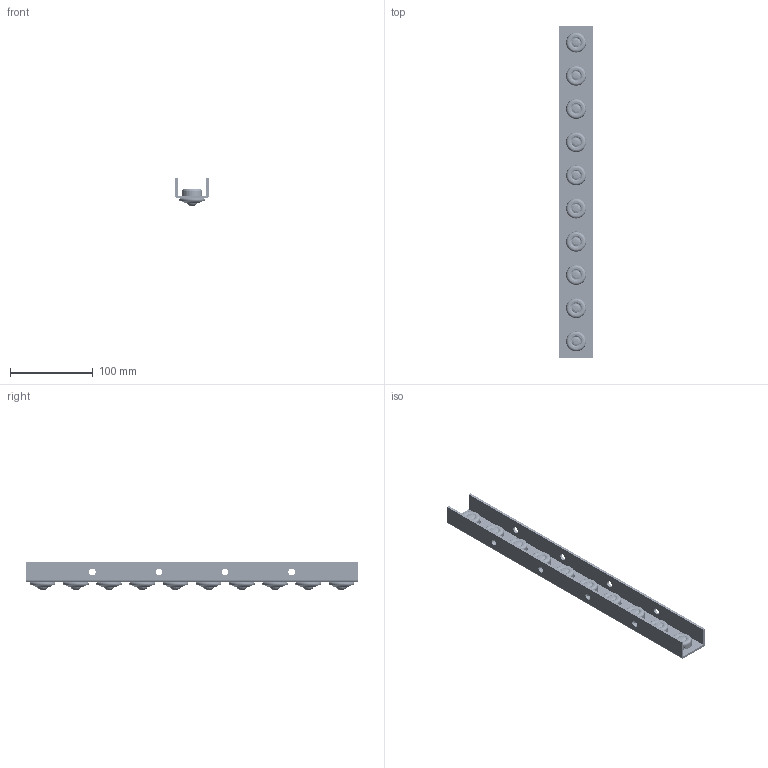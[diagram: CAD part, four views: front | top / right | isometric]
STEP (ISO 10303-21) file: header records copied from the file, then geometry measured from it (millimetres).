
FILE_DESCRIPTION((''),'2;1');
FILE_NAME('R15-400_ASM','2019-02-14T',('Adam Harley'),(''),'PRO/ENGINEER BY PARAMETRIC TECHNOLOGY CORPORATION, 2013320','PRO/ENGINEER BY PARAMETRIC TECHNOLOGY CORPORATION, 2013320','');
FILE_SCHEMA(('CONFIG_CONTROL_DESIGN'));
Products named in the file (4): L15_RAIL_400_MANUFACTURING_R1; LC15-Z; 15BALL; R15-400_ASM
Assembly tree (21 placements, depth 2):
  R15-400_ASM
    L15_RAIL_400_MANUFACTURING_R1
    LC15-Z  x10
    15BALL  x10
Bounding box: 40 x 400 x 34.5 mm (x, y, z)
Volume: 169023.9 mm3; surface area: 101412.3 mm2
Topology: 21 solids, 21 shells, 23448 faces, 67668 edges, 45012 vertices
Faces by surface type: plane 22900, cylinder 198, torus 180, cone 70, bspline 60, sphere 40
Entity records: 78866 total; most frequent: CARTESIAN_POINT 18898, ORIENTED_EDGE 13766, DIRECTION 10358, EDGE_CURVE 6883, VECTOR 4726, LINE 4726, VERTEX_POINT 4584, AXIS2_PLACEMENT_3D 2816
